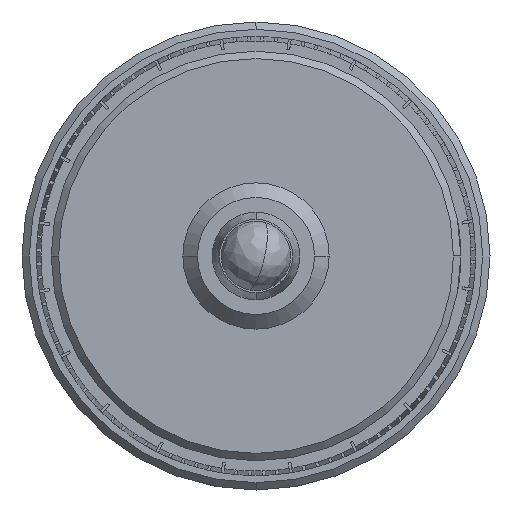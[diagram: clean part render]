
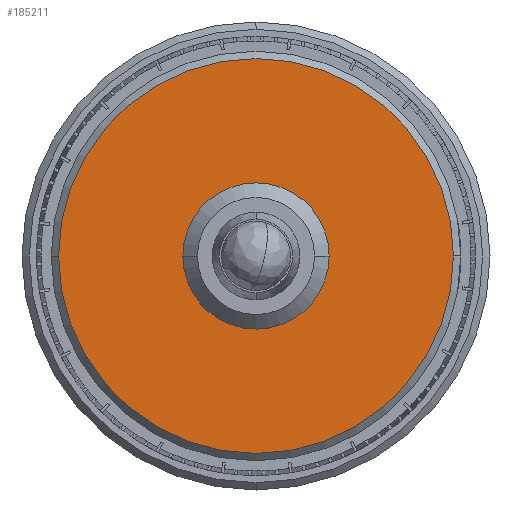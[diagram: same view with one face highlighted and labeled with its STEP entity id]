
A CAD part, left-side view. The second image highlights one B-rep face of the part: STEP entity #185211.
In plain terms, the highlighted planar face has unit normal (-1, 0, 0).
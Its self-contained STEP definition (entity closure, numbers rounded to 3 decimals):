
#98517 = CARTESIAN_POINT ( 'NONE',  ( -5., -11.044, 0. ) ) ;
#98518 = CARTESIAN_POINT ( 'NONE',  ( -5., 15.956, 0. ) ) ;
#98519 = DIRECTION ( 'NONE',  ( 0., 1., 0. ) ) ;
#98520 = DIRECTION ( 'NONE',  ( 1., 0., 0. ) ) ;
#98521 = CARTESIAN_POINT ( 'NONE',  ( -5., 2.456, 0. ) ) ;
#98522 = AXIS2_PLACEMENT_3D ( 'NONE', #98521, #98520, #98519 ) ;
#98523 = CIRCLE ( 'NONE', #98522, 13.5 ) ;
#98605 = CARTESIAN_POINT ( 'NONE',  ( -5., 6.956, 0. ) ) ;
#98606 = CARTESIAN_POINT ( 'NONE',  ( -5., -2.044, 0. ) ) ;
#98607 = DIRECTION ( 'NONE',  ( 0., -1., 0. ) ) ;
#98608 = DIRECTION ( 'NONE',  ( -1., 0., 0. ) ) ;
#98609 = CARTESIAN_POINT ( 'NONE',  ( -5., 2.456, 0. ) ) ;
#98610 = AXIS2_PLACEMENT_3D ( 'NONE', #98609, #98608, #98607 ) ;
#98611 = CIRCLE ( 'NONE', #98610, 4.5 ) ;
#108280 = AXIS2_PLACEMENT_3D ( 'NONE', #108344, #108343, #108342 ) ;
#108281 = PLANE ( 'NONE',  #108280 ) ;
#108282 = FACE_OUTER_BOUND ( 'NONE', #185219, .T. ) ;
#108283 = FACE_BOUND ( 'NONE', #185214, .T. ) ;
#108313 = CIRCLE ( 'NONE', #108318, 4.5 ) ;
#108318 = AXIS2_PLACEMENT_3D ( 'NONE', #108378, #108377, #108376 ) ;
#108342 = DIRECTION ( 'NONE',  ( 0., 0., -1. ) ) ;
#108343 = DIRECTION ( 'NONE',  ( 1., 0., 0. ) ) ;
#108344 = CARTESIAN_POINT ( 'NONE',  ( -5., 2.456, 0. ) ) ;
#108376 = DIRECTION ( 'NONE',  ( 0., -1., 0. ) ) ;
#108377 = DIRECTION ( 'NONE',  ( -1., 0., 0. ) ) ;
#108378 = CARTESIAN_POINT ( 'NONE',  ( -5., 2.456, 0. ) ) ;
#108431 = DIRECTION ( 'NONE',  ( 0., 1., 0. ) ) ;
#108432 = DIRECTION ( 'NONE',  ( 1., 0., 0. ) ) ;
#108433 = CARTESIAN_POINT ( 'NONE',  ( -5., 2.456, 0. ) ) ;
#108434 = AXIS2_PLACEMENT_3D ( 'NONE', #108433, #108432, #108431 ) ;
#108435 = CIRCLE ( 'NONE', #108434, 13.5 ) ;
#151779 = EDGE_CURVE ( 'NONE', #151780, #151781, #98523, .T. ) ;
#151780 = VERTEX_POINT ( 'NONE', #98518 ) ;
#151781 = VERTEX_POINT ( 'NONE', #98517 ) ;
#151865 = EDGE_CURVE ( 'NONE', #151867, #151869, #98611, .T. ) ;
#151867 = VERTEX_POINT ( 'NONE', #98606 ) ;
#151869 = VERTEX_POINT ( 'NONE', #98605 ) ;
#185211 = ADVANCED_FACE ( 'NONE', ( #108283, #108282 ), #108281, .F. ) ;
#185214 = EDGE_LOOP ( 'NONE', ( #185215, #185218 ) ) ;
#185215 = ORIENTED_EDGE ( 'NONE', *, *, #151865, .F. ) ;
#185218 = ORIENTED_EDGE ( 'NONE', *, *, #185247, .F. ) ;
#185219 = EDGE_LOOP ( 'NONE', ( #185220, #185315 ) ) ;
#185220 = ORIENTED_EDGE ( 'NONE', *, *, #151779, .F. ) ;
#185247 = EDGE_CURVE ( 'NONE', #151869, #151867, #108313, .T. ) ;
#185315 = ORIENTED_EDGE ( 'NONE', *, *, #185317, .F. ) ;
#185317 = EDGE_CURVE ( 'NONE', #151781, #151780, #108435, .T. ) ;
